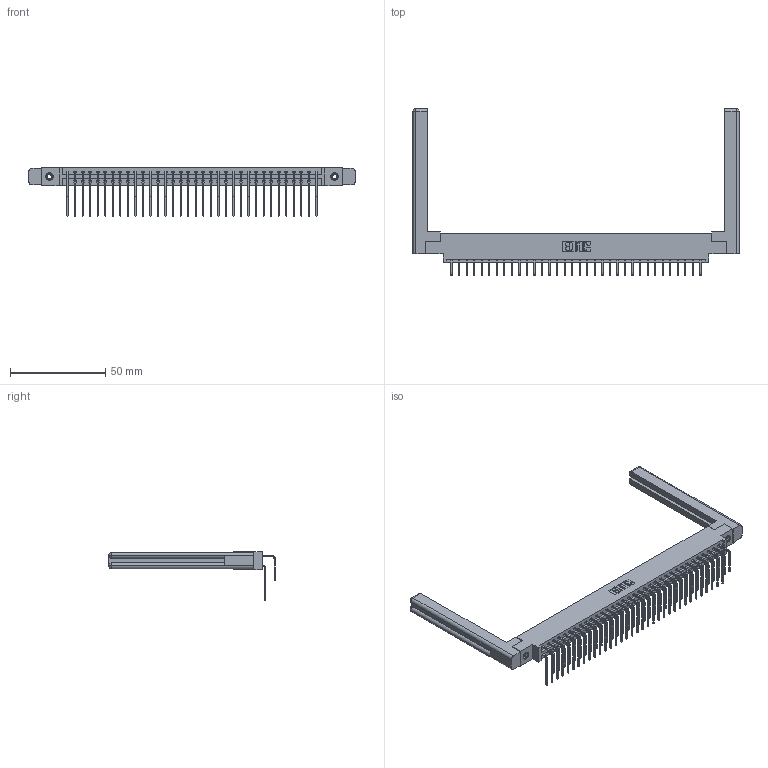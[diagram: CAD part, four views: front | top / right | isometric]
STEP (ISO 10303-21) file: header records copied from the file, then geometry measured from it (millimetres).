
FILE_DESCRIPTION (( 'STEP AP203' ), '1' );
FILE_NAME ('337-068-558-858.STEP', '2019-10-12T02:42:04', ( '' ), ( '' ), 'SwSTEP 2.0', 'SolidWorks 2016', '' );
FILE_SCHEMA (( 'CONFIG_CONTROL_DESIGN' ));
Length unit declared in the file: inch
Products named in the file (6): 345-292-001_558 559 Tail - 1; 337-068-558-858; 307-220-058; 345-250-001_345-250-001-102; 345-292-001_558 Tail - 2; 337 Part_0.170 Offset - 0.156 Dia-TI
Assembly tree (73 placements, depth 2):
  337-068-558-858
    337 Part_0.170 Offset - 0.156 Dia-TI
    345-292-001_558 559 Tail - 1  x34
    345-292-001_558 Tail - 2  x34
    345-250-001_345-250-001-102  x2
    307-220-058  x2
Bounding box: 171.35 x 87.57 x 25.53 mm (x, y, z)
Volume: 25368.7 mm3; surface area: 27651.5 mm2
Topology: 73 solids, 73 shells, 4068 faces, 12033 edges, 7918 vertices
Faces by surface type: plane 2878, cylinder 1166, cone 12, torus 12
Entity records: 31946 total; most frequent: CARTESIAN_POINT 5444, ORIENTED_EDGE 5268, DIRECTION 4642, EDGE_CURVE 2634, LINE 2418, VECTOR 2418, VERTEX_POINT 1746, AXIS2_PLACEMENT_3D 1112
